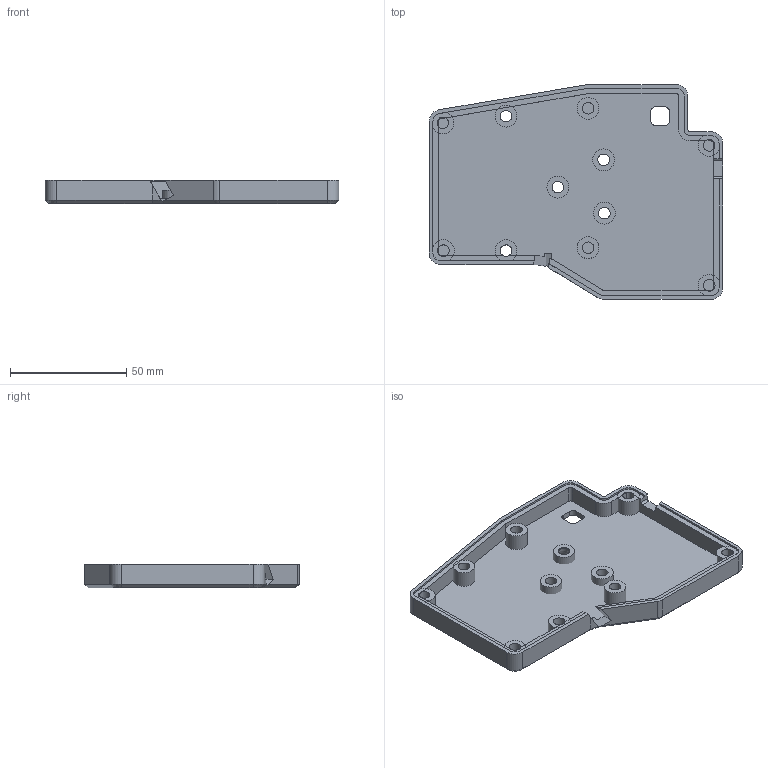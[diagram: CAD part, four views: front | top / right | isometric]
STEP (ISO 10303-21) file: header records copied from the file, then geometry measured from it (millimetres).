
FILE_DESCRIPTION(('HOOPS Exchange Step'),'2;1');
FILE_NAME('temp_export','2024-03-28T18:40:28-05:00',('vinniefranco'),('Shapr3D Limited'),'HOOPS Exchange 2023.2','Shapr3D','Authorized');
FILE_SCHEMA( ('AUTOMOTIVE_DESIGN { 1 0 10303 214 1 1 1 1 }') );
Length unit declared in the file: millimetre
Products named in the file (4): Mount Attachment; Linear Pattern 03; Main Holes (1); Bottom Attempt
Assembly tree (3 placements, depth 2):
  Bottom Attempt
    Mount Attachment
    Linear Pattern 03
    Main Holes (1)
Bounding box: 126.53 x 92.5 x 10.3 mm (x, y, z)
Volume: 37196.3 mm3; surface area: 31339.3 mm2
Topology: 12 solids, 12 shells, 146 faces, 402 edges, 278 vertices
Faces by surface type: plane 79, cylinder 58, cone 8, torus 1
Full cylindrical faces by diameter (mm): 5 x16, 9.4 x11
Entity records: 4906 total; most frequent: DIRECTION 878, CARTESIAN_POINT 830, ORIENTED_EDGE 804, EDGE_CURVE 402, AXIS2_PLACEMENT_3D 326, VERTEX_POINT 278, VECTOR 226, LINE 226
